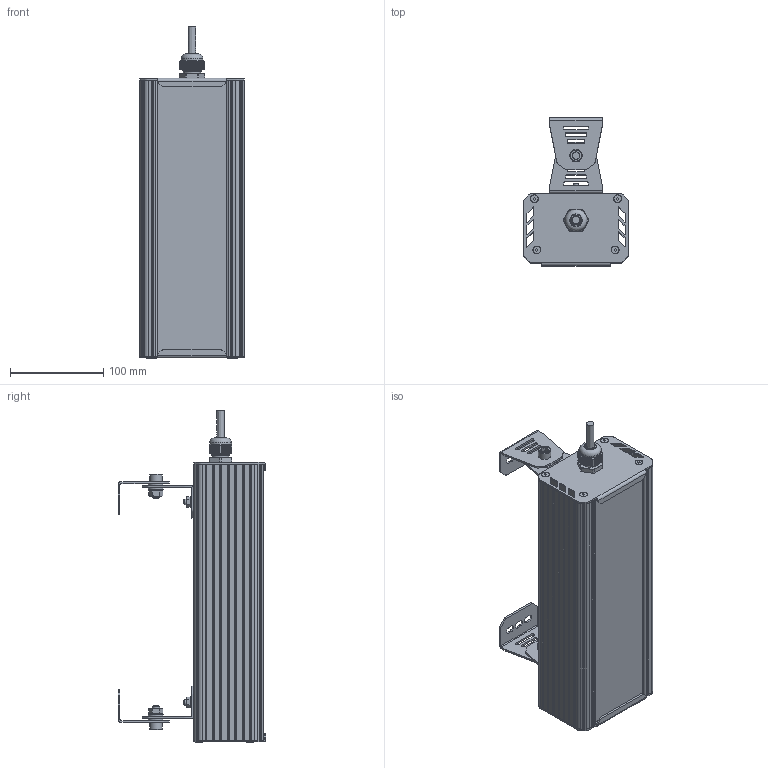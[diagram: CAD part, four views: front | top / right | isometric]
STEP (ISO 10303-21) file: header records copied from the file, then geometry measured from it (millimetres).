
FILE_DESCRIPTION(('STEP AP214'), '1');
FILE_NAME('001.0070.07.000 ÃÑÏ-Ïðèìà-40', '2023-09-25T05:37:20', ('Ëóêîíèí Å Ï'), ('ÎÊÁ Ñâîé Ñòèëü'), 'C3D Converter', 'C3D Toolkit', '');
FILE_SCHEMA(('AUTOMOTIVE_DESIGN { 1 0 10303 214 3 1 1}'));
Length unit declared in the file: millimetre
Products named in the file (31): 001.0070.07.000; 001.0065.01.000
Assembly tree (121 placements, depth 4):
  001.0070.07.000
    (unnamed)
      (unnamed)
      (unnamed)
      (unnamed)  x4
      (unnamed)
      (unnamed)  x12
      (unnamed)  x52
      (unnamed)  x4
      (unnamed)  x4
      (unnamed)  x4
      (unnamed)  x4
      (unnamed)  x4
      (unnamed)  x4
      (unnamed)  x4
      (unnamed)  x4
      (unnamed)
      (unnamed)
      (unnamed)
      (unnamed)
        (unnamed)
    001.0065.01.000  x2
      (unnamed)
      (unnamed)
      (unnamed)
      (unnamed)
      (unnamed)
      (unnamed)
      (unnamed)
      (unnamed)
      (unnamed)
Bounding box: 112.19 x 158.42 x 356 mm (x, y, z)
Volume: 616194.3 mm3; surface area: 539967.9 mm2
Topology: 172 solids, 172 shells, 2922 faces, 7575 edges, 5067 vertices
Faces by surface type: plane 1743, cylinder 961, cone 166, bspline 29, sphere 12, torus 11
Full cylindrical faces by diameter (mm): 1 x12, 2 x8, 2.5 x16, 2.8 x100, 3.2 x12, 3.5 x20, 4 x8, 6 x4, 6.375 x2, 8 x12, 8.5 x8, 12 x3, 12.5 x1, 13.333 x2, 16 x5, 18.5 x3, 20 x1, 23.5 x1
Entity records: 107562 total; most frequent: CARTESIAN_POINT 45156, DIRECTION 9650, ORIENTED_EDGE 9244, EDGE_CURVE 4622, AXIS2_PLACEMENT_3D 3480, VERTEX_POINT 3156, LINE 2690, VECTOR 2690
